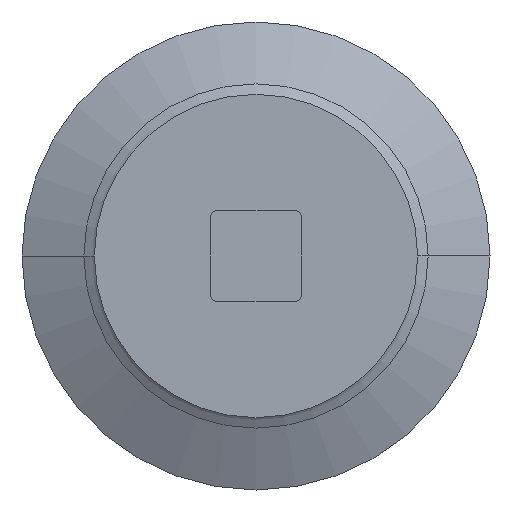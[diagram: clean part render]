
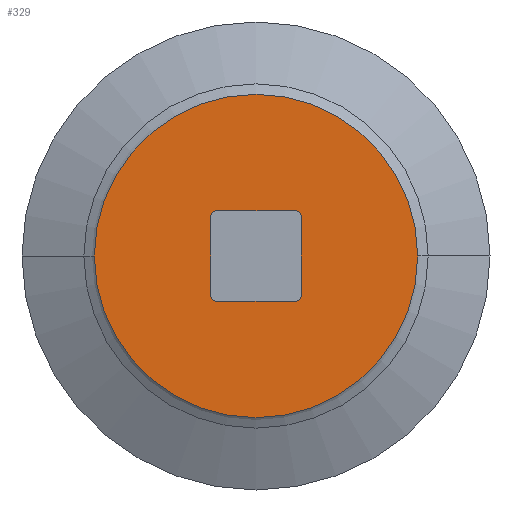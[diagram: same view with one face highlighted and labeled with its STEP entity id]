
A CAD part, left-side view. The second image highlights one B-rep face of the part: STEP entity #329.
In plain terms, the highlighted planar face has unit normal (-1, 0, 0).
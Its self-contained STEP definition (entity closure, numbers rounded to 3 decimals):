
#17 = EDGE_LOOP ( 'NONE', ( #1142, #1010, #538, #1235, #1326, #1385, #170, #573 ) ) ;
#28 = DIRECTION ( 'NONE',  ( 0., 1., 0. ) ) ;
#37 = EDGE_CURVE ( 'NONE', #1355, #1303, #1143, .T. ) ;
#74 = CIRCLE ( 'NONE', #808, 3.5 ) ;
#107 = CIRCLE ( 'NONE', #129, 3.5 ) ;
#114 = AXIS2_PLACEMENT_3D ( 'NONE', #857, #1298, #378 ) ;
#120 = ORIENTED_EDGE ( 'NONE', *, *, #612, .F. ) ;
#129 = AXIS2_PLACEMENT_3D ( 'NONE', #420, #756, #630 ) ;
#132 = PLANE ( 'NONE',  #449 ) ;
#135 = EDGE_CURVE ( 'NONE', #1353, #783, #779, .T. ) ;
#139 = VECTOR ( 'NONE', #1430, 1000. ) ;
#155 = VERTEX_POINT ( 'NONE', #295 ) ;
#165 = CARTESIAN_POINT ( 'NONE',  ( -5.2, -0.975, 0.975 ) ) ;
#170 = ORIENTED_EDGE ( 'NONE', *, *, #492, .F. ) ;
#180 = EDGE_CURVE ( 'NONE', #1353, #155, #1340, .T. ) ;
#188 = EDGE_CURVE ( 'NONE', #1355, #155, #1126, .T. ) ;
#205 = EDGE_CURVE ( 'NONE', #1299, #893, #272, .T. ) ;
#208 = VECTOR ( 'NONE', #431, 1000. ) ;
#213 = DIRECTION ( 'NONE',  ( 0., 1., 0. ) ) ;
#224 = DIRECTION ( 'NONE',  ( 1., 0., 0. ) ) ;
#245 = FACE_BOUND ( 'NONE', #17, .T. ) ;
#251 = CIRCLE ( 'NONE', #1389, 0.1 ) ;
#272 = CIRCLE ( 'NONE', #1121, 0.1 ) ;
#295 = CARTESIAN_POINT ( 'NONE',  ( -5.2, 0.975, -0.875 ) ) ;
#302 = CARTESIAN_POINT ( 'NONE',  ( -5.2, 0.875, 0.975 ) ) ;
#312 = CARTESIAN_POINT ( 'NONE',  ( -5.2, -0.975, -0.975 ) ) ;
#329 = ADVANCED_FACE ( 'NONE', ( #245, #1373 ), #132, .F. ) ;
#378 = DIRECTION ( 'NONE',  ( 0., 1., 0. ) ) ;
#409 = DIRECTION ( 'NONE',  ( 0., 0., -1. ) ) ;
#420 = CARTESIAN_POINT ( 'NONE',  ( -5.2, 0., 0. ) ) ;
#431 = DIRECTION ( 'NONE',  ( 0., -1., 0. ) ) ;
#434 = CARTESIAN_POINT ( 'NONE',  ( -5.2, -0.875, 0.875 ) ) ;
#449 = AXIS2_PLACEMENT_3D ( 'NONE', #588, #1045, #28 ) ;
#492 = EDGE_CURVE ( 'NONE', #1299, #1303, #845, .T. ) ;
#513 = CARTESIAN_POINT ( 'NONE',  ( -5.2, -3.5, 0. ) ) ;
#519 = EDGE_LOOP ( 'NONE', ( #1175, #120 ) ) ;
#535 = DIRECTION ( 'NONE',  ( 0., 0., 1. ) ) ;
#538 = ORIENTED_EDGE ( 'NONE', *, *, #135, .F. ) ;
#573 = ORIENTED_EDGE ( 'NONE', *, *, #205, .T. ) ;
#588 = CARTESIAN_POINT ( 'NONE',  ( -5.2, 3.5, 0. ) ) ;
#612 = EDGE_CURVE ( 'NONE', #1465, #920, #74, .T. ) ;
#623 = EDGE_CURVE ( 'NONE', #1063, #783, #251, .T. ) ;
#630 = DIRECTION ( 'NONE',  ( 0., 1., 0. ) ) ;
#654 = CARTESIAN_POINT ( 'NONE',  ( -5.2, 0.875, -0.875 ) ) ;
#680 = DIRECTION ( 'NONE',  ( 0., 1., 0. ) ) ;
#682 = AXIS2_PLACEMENT_3D ( 'NONE', #654, #1118, #1246 ) ;
#693 = CARTESIAN_POINT ( 'NONE',  ( -5.2, -0.875, -0.875 ) ) ;
#728 = CARTESIAN_POINT ( 'NONE',  ( -5.2, 3.5, 0. ) ) ;
#756 = DIRECTION ( 'NONE',  ( 1., 0., 0. ) ) ;
#779 = LINE ( 'NONE', #312, #208 ) ;
#783 = VERTEX_POINT ( 'NONE', #793 ) ;
#793 = CARTESIAN_POINT ( 'NONE',  ( -5.2, -0.875, -0.975 ) ) ;
#808 = AXIS2_PLACEMENT_3D ( 'NONE', #1123, #224, #680 ) ;
#845 = LINE ( 'NONE', #965, #139 ) ;
#857 = CARTESIAN_POINT ( 'NONE',  ( -5.2, 0.875, 0.875 ) ) ;
#885 = DIRECTION ( 'NONE',  ( 1., 0., 0. ) ) ;
#893 = VERTEX_POINT ( 'NONE', #948 ) ;
#895 = CARTESIAN_POINT ( 'NONE',  ( -5.2, -0.975, -0.875 ) ) ;
#920 = VERTEX_POINT ( 'NONE', #728 ) ;
#948 = CARTESIAN_POINT ( 'NONE',  ( -5.2, -0.975, 0.875 ) ) ;
#965 = CARTESIAN_POINT ( 'NONE',  ( -5.2, -0.975, 0.975 ) ) ;
#1010 = ORIENTED_EDGE ( 'NONE', *, *, #623, .T. ) ;
#1042 = DIRECTION ( 'NONE',  ( 0., 1., 0. ) ) ;
#1045 = DIRECTION ( 'NONE',  ( 1., 0., 0. ) ) ;
#1063 = VERTEX_POINT ( 'NONE', #895 ) ;
#1085 = CARTESIAN_POINT ( 'NONE',  ( -5.2, 0.975, 0.875 ) ) ;
#1103 = CARTESIAN_POINT ( 'NONE',  ( -5.2, -0.875, 0.975 ) ) ;
#1118 = DIRECTION ( 'NONE',  ( 1., 0., 0. ) ) ;
#1121 = AXIS2_PLACEMENT_3D ( 'NONE', #434, #885, #213 ) ;
#1123 = CARTESIAN_POINT ( 'NONE',  ( -5.2, 0., 0. ) ) ;
#1126 = LINE ( 'NONE', #1440, #1237 ) ;
#1142 = ORIENTED_EDGE ( 'NONE', *, *, #1382, .F. ) ;
#1143 = CIRCLE ( 'NONE', #114, 0.1 ) ;
#1158 = DIRECTION ( 'NONE',  ( 1., 0., 0. ) ) ;
#1175 = ORIENTED_EDGE ( 'NONE', *, *, #1402, .F. ) ;
#1205 = CARTESIAN_POINT ( 'NONE',  ( -5.2, 0.875, -0.975 ) ) ;
#1235 = ORIENTED_EDGE ( 'NONE', *, *, #180, .T. ) ;
#1237 = VECTOR ( 'NONE', #409, 1000. ) ;
#1246 = DIRECTION ( 'NONE',  ( 0., 1., 0. ) ) ;
#1276 = VECTOR ( 'NONE', #535, 1000. ) ;
#1298 = DIRECTION ( 'NONE',  ( 1., 0., 0. ) ) ;
#1299 = VERTEX_POINT ( 'NONE', #1103 ) ;
#1303 = VERTEX_POINT ( 'NONE', #302 ) ;
#1326 = ORIENTED_EDGE ( 'NONE', *, *, #188, .F. ) ;
#1340 = CIRCLE ( 'NONE', #682, 0.1 ) ;
#1353 = VERTEX_POINT ( 'NONE', #1205 ) ;
#1355 = VERTEX_POINT ( 'NONE', #1085 ) ;
#1373 = FACE_OUTER_BOUND ( 'NONE', #519, .T. ) ;
#1382 = EDGE_CURVE ( 'NONE', #1063, #893, #1481, .T. ) ;
#1385 = ORIENTED_EDGE ( 'NONE', *, *, #37, .T. ) ;
#1389 = AXIS2_PLACEMENT_3D ( 'NONE', #693, #1158, #1042 ) ;
#1402 = EDGE_CURVE ( 'NONE', #920, #1465, #107, .T. ) ;
#1430 = DIRECTION ( 'NONE',  ( 0., 1., 0. ) ) ;
#1440 = CARTESIAN_POINT ( 'NONE',  ( -5.2, 0.975, 0.975 ) ) ;
#1465 = VERTEX_POINT ( 'NONE', #513 ) ;
#1481 = LINE ( 'NONE', #165, #1276 ) ;
